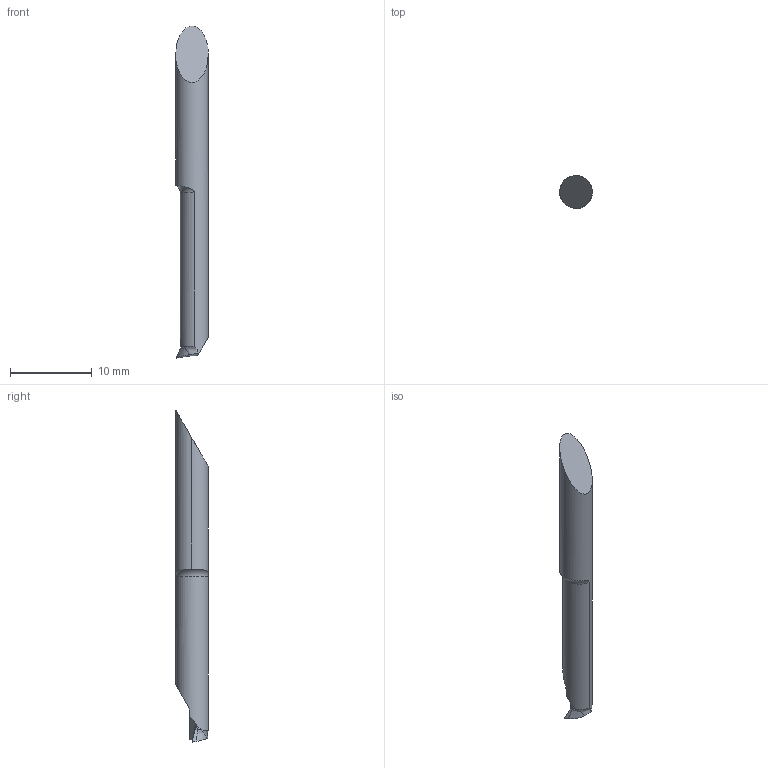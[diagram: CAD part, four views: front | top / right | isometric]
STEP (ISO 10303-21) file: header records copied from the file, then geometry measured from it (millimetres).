
FILE_DESCRIPTION(/* description */ (''),/* implementation_level */ '2;1');
FILE_NAME(/* name */ '1635404645310.stp',/* time_stamp */ '2021-10-28T12:34:14+05:00',/* author */ (''),/* organization */ ('SMS'),/* preprocessor_version */ 'ST-DEVELOPER v16.7',/* originating_system */ 'SIEMENS PLM Software NX 12.0',/* authorisation */ '');
FILE_SCHEMA (('AUTOMOTIVE_DESIGN { 1 0 10303 214 3 1 1 1 }'));
Length unit declared in the file: millimetre
Products named in the file (1): 203798585mod000_00
Bounding box: 4 x 4 x 40.71 mm (x, y, z)
Volume: 394.5 mm3; surface area: 466 mm2
Topology: 2 solids, 2 shells, 22 faces, 55 edges, 41 vertices
Faces by surface type: plane 7, cylinder 5, bspline 5, cone 2, extrusion 2, torus 1
Entity records: 1164 total; most frequent: CARTESIAN_POINT 674, ORIENTED_EDGE 108, DIRECTION 55, EDGE_CURVE 54, VERTEX_POINT 36, B_SPLINE_CURVE_WITH_KNOTS 29, ADVANCED_FACE 22, FACE_OUTER_BOUND 22
